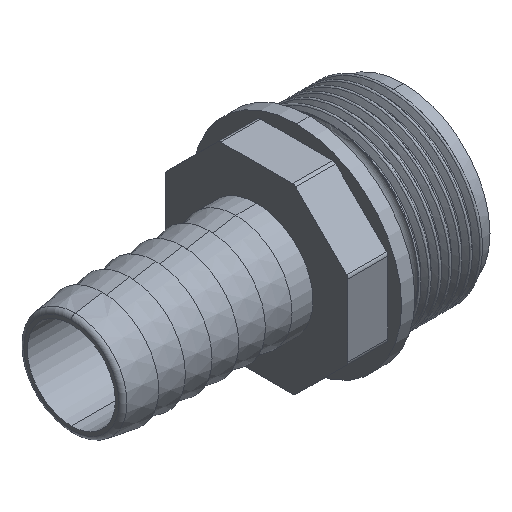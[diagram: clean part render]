
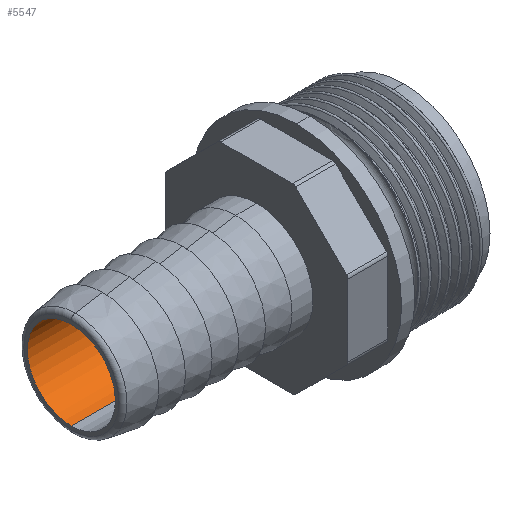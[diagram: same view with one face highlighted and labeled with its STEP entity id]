
A CAD part, isometric view. The second image highlights one B-rep face of the part: STEP entity #5547.
In plain terms, the highlighted cylindrical face has radius 9.9 mm (diameter 19.8 mm), a partial arc.
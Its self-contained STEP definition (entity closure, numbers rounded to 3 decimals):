
#159 = ORIENTED_EDGE ( 'NONE', *, *, #2862, .F. ) ;
#160 = ORIENTED_EDGE ( 'NONE', *, *, #5479, .F. ) ;
#161 = ORIENTED_EDGE ( 'NONE', *, *, #2860, .T. ) ;
#162 = ORIENTED_EDGE ( 'NONE', *, *, #5564, .T. ) ;
#358 = VECTOR ( 'NONE', #6124, 1000. ) ;
#369 = VECTOR ( 'NONE', #6130, 1000. ) ;
#532 = DIRECTION ( 'NONE',  ( -1., 0., 0. ) ) ;
#535 = FACE_OUTER_BOUND ( 'NONE', #2803, .T. ) ;
#536 = CARTESIAN_POINT ( 'NONE',  ( -35.939, 0., 0. ) ) ;
#537 = CYLINDRICAL_SURFACE ( 'NONE', #4417, 9.9 ) ;
#538 = DIRECTION ( 'NONE',  ( 0., 0., 1. ) ) ;
#621 = CARTESIAN_POINT ( 'NONE',  ( -74.7, 0., 0. ) ) ;
#622 = DIRECTION ( 'NONE',  ( -1., 0., 0. ) ) ;
#623 = DIRECTION ( 'NONE',  ( 0., 0., 1. ) ) ;
#2451 = CARTESIAN_POINT ( 'NONE',  ( -29., 0., 9.9 ) ) ;
#2456 = CARTESIAN_POINT ( 'NONE',  ( -29., 0., -9.9 ) ) ;
#2459 = CARTESIAN_POINT ( 'NONE',  ( -74.7, 0., -9.9 ) ) ;
#2460 = CARTESIAN_POINT ( 'NONE',  ( -74.7, 0., 9.9 ) ) ;
#2475 = CARTESIAN_POINT ( 'NONE',  ( -29., 0., 0. ) ) ;
#2476 = DIRECTION ( 'NONE',  ( -1., 0., 0. ) ) ;
#2477 = DIRECTION ( 'NONE',  ( 0., 0., 1. ) ) ;
#2803 = EDGE_LOOP ( 'NONE', ( #159, #160, #161, #162 ) ) ;
#2860 = EDGE_CURVE ( 'NONE', #3894, #3903, #6119, .T. ) ;
#2862 = EDGE_CURVE ( 'NONE', #3899, #3902, #6126, .T. ) ;
#3894 = VERTEX_POINT ( 'NONE', #2451 ) ;
#3899 = VERTEX_POINT ( 'NONE', #2456 ) ;
#3902 = VERTEX_POINT ( 'NONE', #2459 ) ;
#3903 = VERTEX_POINT ( 'NONE', #2460 ) ;
#4417 = AXIS2_PLACEMENT_3D ( 'NONE', #536, #532, #538 ) ;
#4431 = CIRCLE ( 'NONE', #4436, 9.9 ) ;
#4436 = AXIS2_PLACEMENT_3D ( 'NONE', #621, #622, #623 ) ;
#4899 = CIRCLE ( 'NONE', #4914, 9.9 ) ;
#4914 = AXIS2_PLACEMENT_3D ( 'NONE', #2475, #2476, #2477 ) ;
#5479 = EDGE_CURVE ( 'NONE', #3894, #3899, #4899, .T. ) ;
#5547 = ADVANCED_FACE ( 'NONE', ( #535 ), #537, .F. ) ;
#5564 = EDGE_CURVE ( 'NONE', #3903, #3902, #4431, .T. ) ;
#6115 = CARTESIAN_POINT ( 'NONE',  ( -35.939, 0., 9.9 ) ) ;
#6119 = LINE ( 'NONE', #6115, #358 ) ;
#6123 = CARTESIAN_POINT ( 'NONE',  ( -35.939, 0., -9.9 ) ) ;
#6124 = DIRECTION ( 'NONE',  ( -1., 0., 0. ) ) ;
#6126 = LINE ( 'NONE', #6123, #369 ) ;
#6130 = DIRECTION ( 'NONE',  ( -1., 0., 0. ) ) ;
